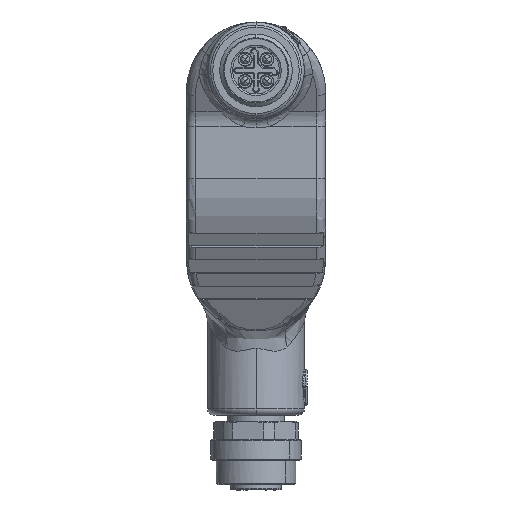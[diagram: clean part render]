
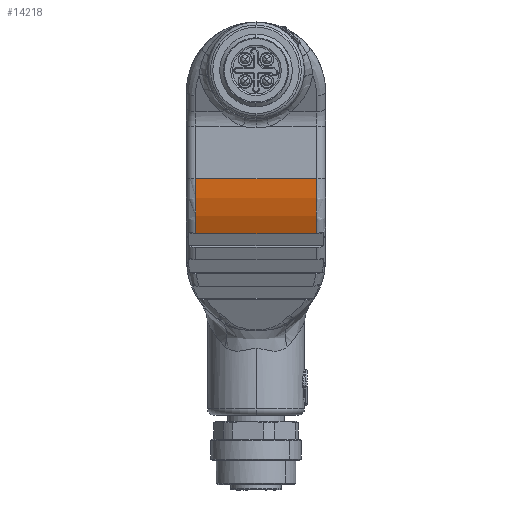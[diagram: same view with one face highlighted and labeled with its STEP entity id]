
A CAD part, left-side view. The second image highlights one B-rep face of the part: STEP entity #14218.
In plain terms, the highlighted cylindrical face has radius 20 mm (diameter 40 mm), a partial arc.
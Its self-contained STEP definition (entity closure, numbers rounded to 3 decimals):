
#12562=AXIS2_PLACEMENT_3D('Circle Axis2P3D',#12560,#12561,$) ;
#13401=AXIS2_PLACEMENT_3D('Circle Axis2P3D',#13399,#13400,$) ;
#14205=AXIS2_PLACEMENT_3D('Cylinder Axis2P3D',#14202,#14203,#14204) ;
#12557=CARTESIAN_POINT('Vertex',(35.351,21.5,42.383)) ;
#12560=CARTESIAN_POINT('Axis2P3D Location',(53.15,21.5,51.504)) ;
#12564=CARTESIAN_POINT('Vertex',(33.15,21.5,51.504)) ;
#13379=CARTESIAN_POINT('Vertex',(33.15,1.5,51.504)) ;
#13399=CARTESIAN_POINT('Axis2P3D Location',(53.15,1.5,51.504)) ;
#13403=CARTESIAN_POINT('Vertex',(35.351,1.5,42.383)) ;
#14190=CARTESIAN_POINT('Line Origine',(35.351,11.5,42.383)) ;
#14202=CARTESIAN_POINT('Axis2P3D Location',(53.15,-14.,51.504)) ;
#14207=CARTESIAN_POINT('Line Origine',(33.15,-14.,51.504)) ;
#12561=DIRECTION('Axis2P3D Direction',(0.,1.,-0.)) ;
#13400=DIRECTION('Axis2P3D Direction',(0.,1.,-0.)) ;
#14191=DIRECTION('Vector Direction',(0.,-1.,0.)) ;
#14203=DIRECTION('Axis2P3D Direction',(0.,1.,-0.)) ;
#14204=DIRECTION('Axis2P3D XDirection',(1.,0.,0.)) ;
#14208=DIRECTION('Vector Direction',(0.,1.,0.)) ;
#14192=VECTOR('Line Direction',#14191,1.) ;
#14209=VECTOR('Line Direction',#14208,1.) ;
#14213=ORIENTED_EDGE('',*,*,#12566,.T.) ;
#14214=ORIENTED_EDGE('',*,*,#14194,.T.) ;
#14215=ORIENTED_EDGE('',*,*,#13405,.T.) ;
#14216=ORIENTED_EDGE('',*,*,#14211,.F.) ;
#14218=ADVANCED_FACE('MANIFOLD_SOLID_BREP #32',(#14217),#14206,.T.) ;
#12563=CIRCLE('generated circle',#12562,20.) ;
#13402=CIRCLE('generated circle',#13401,20.) ;
#14206=CYLINDRICAL_SURFACE('generated cylinder',#14205,20.) ;
#12566=EDGE_CURVE('',#12565,#12558,#12563,.F.) ;
#13405=EDGE_CURVE('',#13404,#13380,#13402,.T.) ;
#14194=EDGE_CURVE('',#12558,#13404,#14193,.T.) ;
#14211=EDGE_CURVE('',#12565,#13380,#14210,.F.) ;
#14212=EDGE_LOOP('',(#14213,#14214,#14215,#14216)) ;
#14217=FACE_OUTER_BOUND('',#14212,.T.) ;
#14193=LINE('Line',#14190,#14192) ;
#14210=LINE('Line',#14207,#14209) ;
#12558=VERTEX_POINT('',#12557) ;
#12565=VERTEX_POINT('',#12564) ;
#13380=VERTEX_POINT('',#13379) ;
#13404=VERTEX_POINT('',#13403) ;
